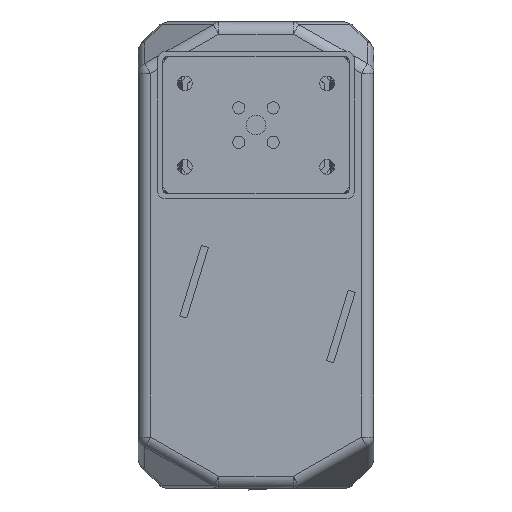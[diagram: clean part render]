
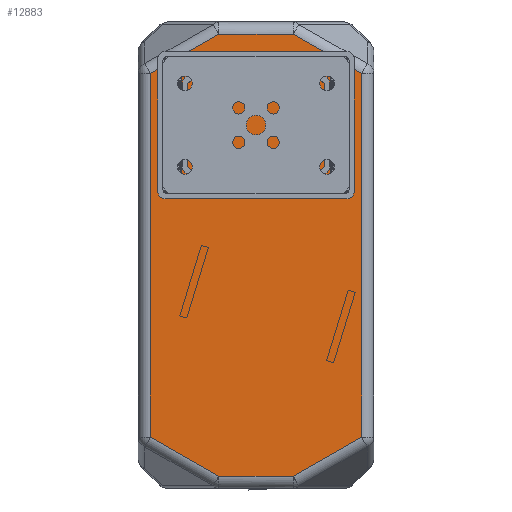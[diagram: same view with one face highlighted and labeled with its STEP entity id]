
A CAD part, front view. The second image highlights one B-rep face of the part: STEP entity #12883.
In plain terms, the highlighted planar face has unit normal (0, -1, 0).
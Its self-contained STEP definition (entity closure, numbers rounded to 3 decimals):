
#9677=DIRECTION('',(0.868,0.,-0.496));
#9678=VECTOR('',#9677,32.09);
#9679=CARTESIAN_POINT('',(15.139,476.,37.));
#9680=LINE('',#9679,#9678);
#9681=DIRECTION('',(-0.868,0.,-0.496));
#9682=VECTOR('',#9681,32.09);
#9683=CARTESIAN_POINT('',(43.,476.,-127.079));
#9684=LINE('',#9683,#9682);
#9685=DIRECTION('',(-0.868,0.,0.496));
#9686=VECTOR('',#9685,32.09);
#9687=CARTESIAN_POINT('',(-15.139,476.,-143.));
#9688=LINE('',#9687,#9686);
#9689=DIRECTION('',(0.868,0.,0.496));
#9690=VECTOR('',#9689,32.09);
#9691=CARTESIAN_POINT('',(-43.,476.,21.079));
#9692=LINE('',#9691,#9690);
#9761=DIRECTION('',(-1.,0.,0.));
#9762=VECTOR('',#9761,30.277);
#9763=CARTESIAN_POINT('',(15.139,476.,37.));
#9764=LINE('',#9763,#9762);
#11672=DIRECTION('',(0.,0.,-1.));
#11673=VECTOR('',#11672,148.158);
#11674=CARTESIAN_POINT('',(-43.,476.,21.079));
#11675=LINE('',#11674,#11673);
#11762=DIRECTION('',(1.,0.,0.));
#11763=VECTOR('',#11762,30.277);
#11764=CARTESIAN_POINT('',(-15.139,476.,-143.));
#11765=LINE('',#11764,#11763);
#11851=DIRECTION('',(0.,0.,1.));
#11852=VECTOR('',#11851,148.158);
#11853=CARTESIAN_POINT('',(43.,476.,-127.079));
#11854=LINE('',#11853,#11852);
#12186=CARTESIAN_POINT('',(15.139,476.,37.));
#12187=CARTESIAN_POINT('',(43.,476.,21.079));
#12188=VERTEX_POINT('',#12186);
#12189=VERTEX_POINT('',#12187);
#12190=CARTESIAN_POINT('',(43.,476.,-127.079));
#12191=VERTEX_POINT('',#12190);
#12192=CARTESIAN_POINT('',(15.139,476.,-143.));
#12193=VERTEX_POINT('',#12192);
#12194=CARTESIAN_POINT('',(-15.139,476.,-143.));
#12195=VERTEX_POINT('',#12194);
#12196=CARTESIAN_POINT('',(-43.,476.,-127.079));
#12197=VERTEX_POINT('',#12196);
#12198=CARTESIAN_POINT('',(-43.,476.,21.079));
#12199=VERTEX_POINT('',#12198);
#12200=CARTESIAN_POINT('',(-15.139,476.,37.));
#12201=VERTEX_POINT('',#12200);
#12860=CARTESIAN_POINT('',(-48.,476.,-148.));
#12861=DIRECTION('',(0.,-1.,0.));
#12862=DIRECTION('',(-1.,0.,0.));
#12863=AXIS2_PLACEMENT_3D('',#12860,#12861,#12862);
#12864=PLANE('',#12863);
#12866=ORIENTED_EDGE('',*,*,#12865,.T.);
#12868=ORIENTED_EDGE('',*,*,#12867,.F.);
#12870=ORIENTED_EDGE('',*,*,#12869,.T.);
#12872=ORIENTED_EDGE('',*,*,#12871,.F.);
#12874=ORIENTED_EDGE('',*,*,#12873,.T.);
#12876=ORIENTED_EDGE('',*,*,#12875,.F.);
#12878=ORIENTED_EDGE('',*,*,#12877,.T.);
#12880=ORIENTED_EDGE('',*,*,#12879,.F.);
#12881=EDGE_LOOP('',(#12866,#12868,#12870,#12872,#12874,#12876,#12878,#12880));
#12882=FACE_OUTER_BOUND('',#12881,.F.);
#12883=ADVANCED_FACE('',(#12882),#12864,.T.);
#12865=EDGE_CURVE('',#12188,#12189,#9680,.T.);
#12867=EDGE_CURVE('',#12191,#12189,#11854,.T.);
#12869=EDGE_CURVE('',#12191,#12193,#9684,.T.);
#12871=EDGE_CURVE('',#12195,#12193,#11765,.T.);
#12873=EDGE_CURVE('',#12195,#12197,#9688,.T.);
#12875=EDGE_CURVE('',#12199,#12197,#11675,.T.);
#12877=EDGE_CURVE('',#12199,#12201,#9692,.T.);
#12879=EDGE_CURVE('',#12188,#12201,#9764,.T.);
